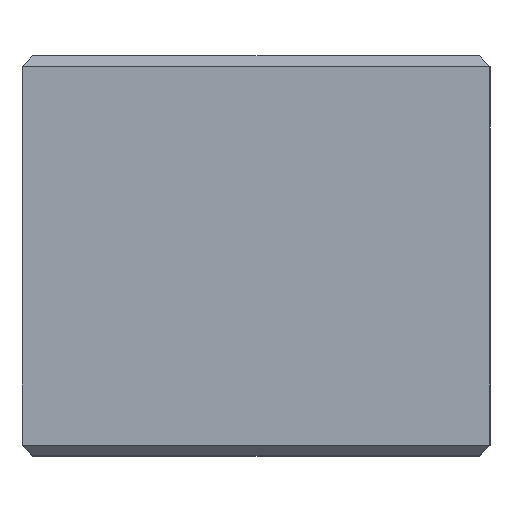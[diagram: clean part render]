
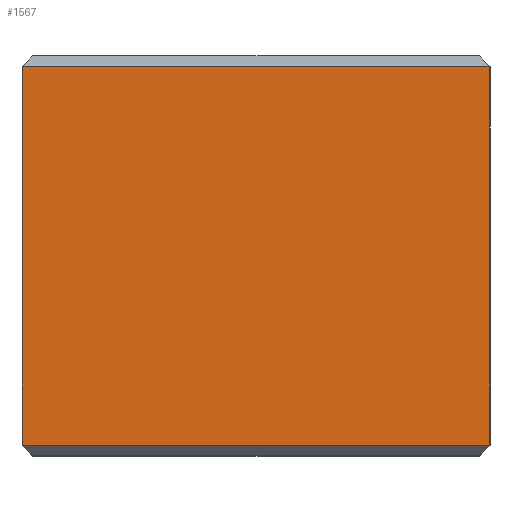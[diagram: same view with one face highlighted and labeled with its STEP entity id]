
A CAD part, top view. The second image highlights one B-rep face of the part: STEP entity #1567.
In plain terms, the highlighted planar face has unit normal (0, 0, 1).
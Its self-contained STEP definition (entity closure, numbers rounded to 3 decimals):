
#3 = CARTESIAN_POINT ( 'NONE',  ( 22., 18.3, 0. ) ) ;
#9 = CARTESIAN_POINT ( 'NONE',  ( 22., 0.5, 0. ) ) ;
#52 = CARTESIAN_POINT ( 'NONE',  ( 0., 18.3, 0. ) ) ;
#231 = EDGE_LOOP ( 'NONE', ( #697, #774, #767, #808 ) ) ;
#303 = VERTEX_POINT ( 'NONE', #813 ) ;
#332 = VERTEX_POINT ( 'NONE', #52 ) ;
#348 = VERTEX_POINT ( 'NONE', #3 ) ;
#349 = VERTEX_POINT ( 'NONE', #9 ) ;
#697 = ORIENTED_EDGE ( 'NONE', *, *, #1417, .F. ) ;
#767 = ORIENTED_EDGE ( 'NONE', *, *, #1397, .F. ) ;
#774 = ORIENTED_EDGE ( 'NONE', *, *, #1442, .F. ) ;
#808 = ORIENTED_EDGE ( 'NONE', *, *, #1431, .F. ) ;
#813 = CARTESIAN_POINT ( 'NONE',  ( 0., 0.5, 0. ) ) ;
#883 = VECTOR ( 'NONE', #2163, 1000. ) ;
#892 = VECTOR ( 'NONE', #2101, 1000. ) ;
#906 = VECTOR ( 'NONE', #2044, 1000. ) ;
#947 = VECTOR ( 'NONE', #2210, 1000. ) ;
#1063 = AXIS2_PLACEMENT_3D ( 'NONE', #1649, #1641, #1672 ) ;
#1397 = EDGE_CURVE ( 'NONE', #349, #303, #2055, .T. ) ;
#1417 = EDGE_CURVE ( 'NONE', #332, #348, #2121, .T. ) ;
#1431 = EDGE_CURVE ( 'NONE', #348, #349, #2138, .T. ) ;
#1442 = EDGE_CURVE ( 'NONE', #303, #332, #2195, .T. ) ;
#1567 = ADVANCED_FACE ( 'NONE', ( #1671 ), #1667, .F. ) ;
#1641 = DIRECTION ( 'NONE',  ( 0., 0., -1. ) ) ;
#1649 = CARTESIAN_POINT ( 'NONE',  ( 0., 18.5, 0. ) ) ;
#1667 = PLANE ( 'NONE',  #1063 ) ;
#1671 = FACE_OUTER_BOUND ( 'NONE', #231, .T. ) ;
#1672 = DIRECTION ( 'NONE',  ( -1., 0., 0. ) ) ;
#2033 = CARTESIAN_POINT ( 'NONE',  ( 0., 0.5, 0. ) ) ;
#2044 = DIRECTION ( 'NONE',  ( -1., 0., 0. ) ) ;
#2055 = LINE ( 'NONE', #2033, #906 ) ;
#2101 = DIRECTION ( 'NONE',  ( 1., 0., 0. ) ) ;
#2121 = LINE ( 'NONE', #2125, #892 ) ;
#2125 = CARTESIAN_POINT ( 'NONE',  ( 0., 18.3, 0. ) ) ;
#2138 = LINE ( 'NONE', #2161, #883 ) ;
#2161 = CARTESIAN_POINT ( 'NONE',  ( 22., 18.5, 0. ) ) ;
#2163 = DIRECTION ( 'NONE',  ( 0., -1., 0. ) ) ;
#2180 = CARTESIAN_POINT ( 'NONE',  ( 0., 18.5, 0. ) ) ;
#2195 = LINE ( 'NONE', #2180, #947 ) ;
#2210 = DIRECTION ( 'NONE',  ( 0., 1., 0. ) ) ;
